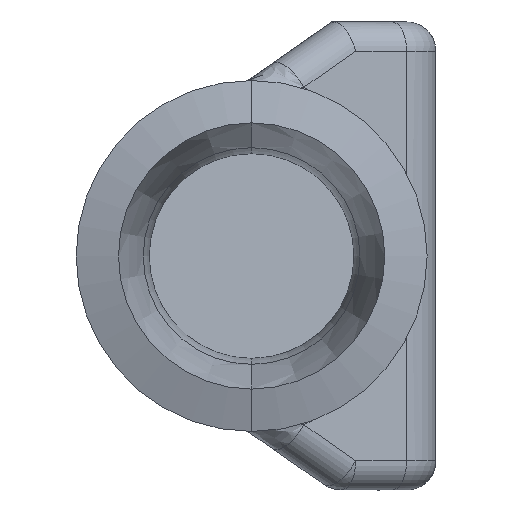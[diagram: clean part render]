
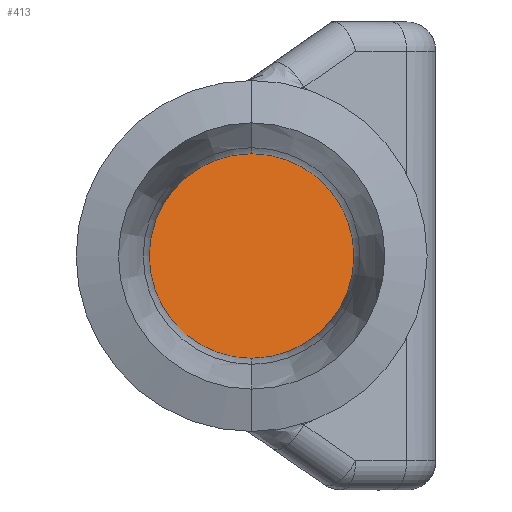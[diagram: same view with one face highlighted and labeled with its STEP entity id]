
A CAD part, left-side view. The second image highlights one B-rep face of the part: STEP entity #413.
In plain terms, the highlighted planar face has unit normal (-0.866, -0.5, 0).
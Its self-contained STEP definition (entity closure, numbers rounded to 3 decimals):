
#9 = PLANE ( 'NONE',  #436 ) ;
#278 = EDGE_CURVE ( 'NONE', #771, #741, #1082, .T. ) ;
#279 = CARTESIAN_POINT ( 'NONE',  ( 121.476, 0., -3.5 ) ) ;
#375 =( BOUNDED_CURVE ( )  B_SPLINE_CURVE ( 3, ( #1588, #1568, #1458, #279 ),
 .UNSPECIFIED., .F., .F. ) 
 B_SPLINE_CURVE_WITH_KNOTS ( ( 4, 4 ),
 ( 4.712, 7.854 ),
 .UNSPECIFIED. ) 
 CURVE ( )  GEOMETRIC_REPRESENTATION_ITEM ( )  RATIONAL_B_SPLINE_CURVE ( ( 1., 0.333, 0.333, 1. ) ) 
 REPRESENTATION_ITEM ( '' )  );
#413 = ADVANCED_FACE ( 'NONE', ( #1311 ), #9, .T. ) ;
#436 = AXIS2_PLACEMENT_3D ( 'NONE', #568, #594, #1888 ) ;
#568 = CARTESIAN_POINT ( 'NONE',  ( 124.825, -5.8, -21.995 ) ) ;
#594 = DIRECTION ( 'NONE',  ( -0.866, -0.5, 0. ) ) ;
#741 = VERTEX_POINT ( 'NONE', #1854 ) ;
#771 = VERTEX_POINT ( 'NONE', #1494 ) ;
#910 = EDGE_CURVE ( 'NONE', #741, #771, #375, .T. ) ;
#975 = CARTESIAN_POINT ( 'NONE',  ( 121.476, 0., 3.5 ) ) ;
#1082 =( BOUNDED_CURVE ( )  B_SPLINE_CURVE ( 3, ( #1504, #1517, #1790, #975 ),
 .UNSPECIFIED., .F., .F. ) 
 B_SPLINE_CURVE_WITH_KNOTS ( ( 4, 4 ),
 ( 1.571, 4.712 ),
 .UNSPECIFIED. ) 
 CURVE ( )  GEOMETRIC_REPRESENTATION_ITEM ( )  RATIONAL_B_SPLINE_CURVE ( ( 1., 0.333, 0.333, 1. ) ) 
 REPRESENTATION_ITEM ( '' )  );
#1207 = ORIENTED_EDGE ( 'NONE', *, *, #278, .T. ) ;
#1311 = FACE_OUTER_BOUND ( 'NONE', #1475, .T. ) ;
#1458 = CARTESIAN_POINT ( 'NONE',  ( 117.434, 7., -3.5 ) ) ;
#1475 = EDGE_LOOP ( 'NONE', ( #1603, #1207 ) ) ;
#1494 = CARTESIAN_POINT ( 'NONE',  ( 121.476, 0., -3.5 ) ) ;
#1504 = CARTESIAN_POINT ( 'NONE',  ( 121.476, 0., -3.5 ) ) ;
#1517 = CARTESIAN_POINT ( 'NONE',  ( 125.517, -7., -3.5 ) ) ;
#1568 = CARTESIAN_POINT ( 'NONE',  ( 117.434, 7., 3.5 ) ) ;
#1588 = CARTESIAN_POINT ( 'NONE',  ( 121.476, 0., 3.5 ) ) ;
#1603 = ORIENTED_EDGE ( 'NONE', *, *, #910, .T. ) ;
#1790 = CARTESIAN_POINT ( 'NONE',  ( 125.517, -7., 3.5 ) ) ;
#1854 = CARTESIAN_POINT ( 'NONE',  ( 121.476, 0., 3.5 ) ) ;
#1888 = DIRECTION ( 'NONE',  ( 0.5, -0.866, 0. ) ) ;
